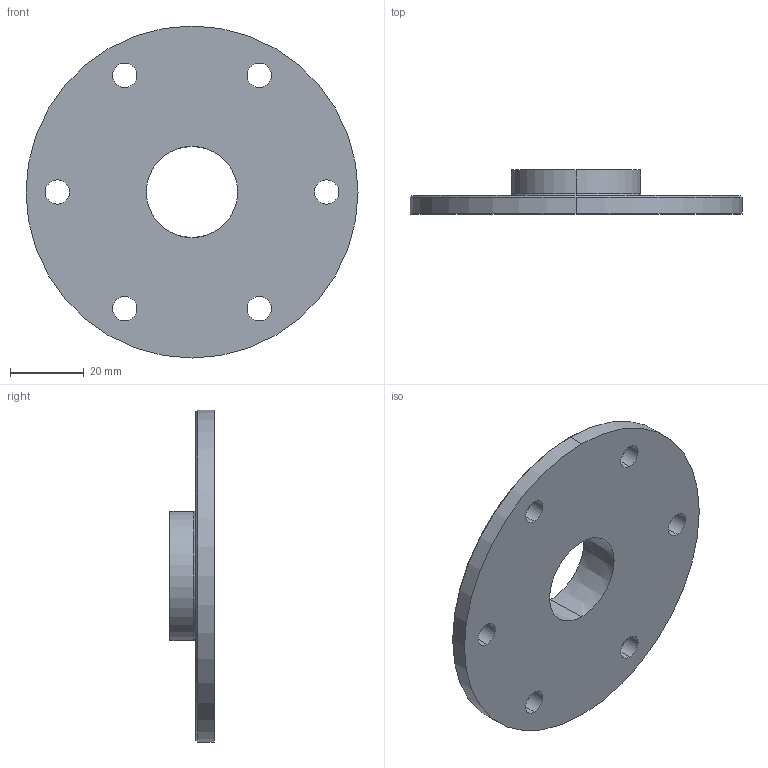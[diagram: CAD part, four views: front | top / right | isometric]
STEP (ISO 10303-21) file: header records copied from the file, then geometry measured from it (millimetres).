
FILE_DESCRIPTION (( 'STEP AP214' ), '1' );
FILE_NAME ('GWR-FPLT.STEP', '2020-05-20T16:25:49', ( '' ), ( '' ), 'SwSTEP 2.0', 'SolidWorks 2017', '' );
FILE_SCHEMA (( 'AUTOMOTIVE_DESIGN' ));
Length unit declared in the file: inch
Products named in the file (1): GWR-FPLT
Bounding box: 90 x 12 x 90 mm (x, y, z)
Volume: 31521.3 mm3; surface area: 14929.5 mm2
Topology: 1 solids, 1 shells, 37 faces, 87 edges, 53 vertices
Faces by surface type: cylinder 16, cone 16, plane 3, bspline 2
Entity records: 1360 total; most frequent: CARTESIAN_POINT 411, DIRECTION 208, ORIENTED_EDGE 174, AXIS2_PLACEMENT_3D 88, EDGE_CURVE 87, VERTEX_POINT 53, EDGE_LOOP 52, CIRCLE 52
